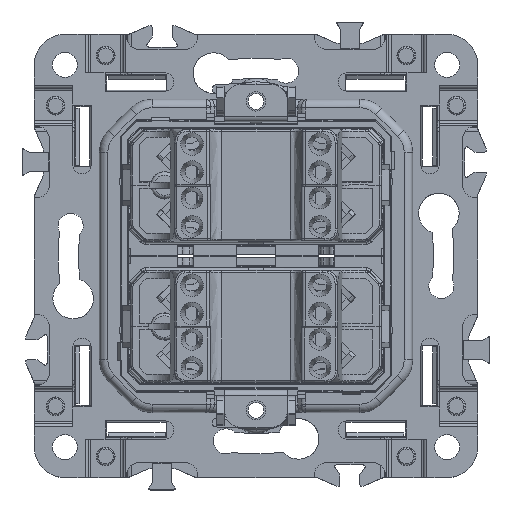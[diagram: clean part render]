
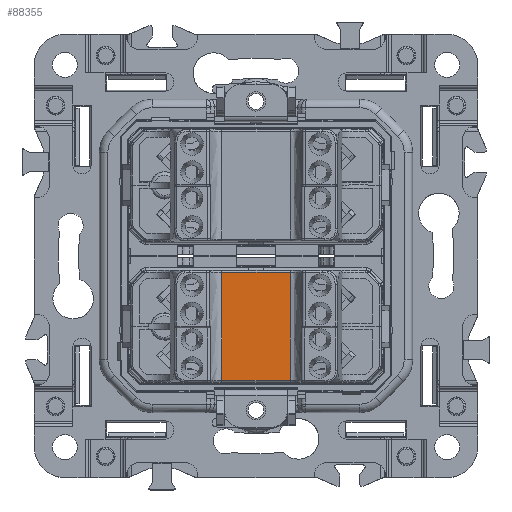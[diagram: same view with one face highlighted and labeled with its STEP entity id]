
A CAD part, top view. The second image highlights one B-rep face of the part: STEP entity #88355.
In plain terms, the highlighted planar face has unit normal (0, 0, 1).
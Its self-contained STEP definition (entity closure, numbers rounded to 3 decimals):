
#2084 = EDGE_CURVE ( 'NONE', #57692, #69734, #43867, .T. ) ;
#4133 = VECTOR ( 'NONE', #35107, 1000. ) ;
#4622 = LINE ( 'NONE', #84219, #18850 ) ;
#5485 = ORIENTED_EDGE ( 'NONE', *, *, #2084, .T. ) ;
#11259 = EDGE_CURVE ( 'NONE', #114015, #57692, #58461, .T. ) ;
#14542 = DIRECTION ( 'NONE',  ( 0., 1., 0. ) ) ;
#14957 = AXIS2_PLACEMENT_3D ( 'NONE', #63256, #70894, #106547 ) ;
#16586 = DIRECTION ( 'NONE',  ( 1., 0., 0. ) ) ;
#18850 = VECTOR ( 'NONE', #57317, 1000. ) ;
#22217 = CARTESIAN_POINT ( 'NONE',  ( 5., 108.099, 24.887 ) ) ;
#30565 = CARTESIAN_POINT ( 'NONE',  ( -6., 108.099, 24.887 ) ) ;
#30841 = CARTESIAN_POINT ( 'NONE',  ( 5., 90.881, 24.887 ) ) ;
#35107 = DIRECTION ( 'NONE',  ( -1., 0., 0. ) ) ;
#35170 = PLANE ( 'NONE',  #14957 ) ;
#35863 = CARTESIAN_POINT ( 'NONE',  ( -1., 90.881, 24.887 ) ) ;
#43867 = LINE ( 'NONE', #79583, #4133 ) ;
#44018 = VERTEX_POINT ( 'NONE', #85023 ) ;
#48985 = ORIENTED_EDGE ( 'NONE', *, *, #50388, .F. ) ;
#50388 = EDGE_CURVE ( 'NONE', #44018, #69734, #4622, .T. ) ;
#57317 = DIRECTION ( 'NONE',  ( 0., 1., 0. ) ) ;
#57692 = VERTEX_POINT ( 'NONE', #22217 ) ;
#58461 = LINE ( 'NONE', #67242, #105669 ) ;
#61827 = ORIENTED_EDGE ( 'NONE', *, *, #11259, .T. ) ;
#63256 = CARTESIAN_POINT ( 'NONE',  ( -1., 110.254, 24.887 ) ) ;
#67242 = CARTESIAN_POINT ( 'NONE',  ( 5., 103.99, 24.887 ) ) ;
#69734 = VERTEX_POINT ( 'NONE', #30565 ) ;
#70894 = DIRECTION ( 'NONE',  ( 0., 0., 1. ) ) ;
#75526 = EDGE_LOOP ( 'NONE', ( #81119, #61827, #5485, #48985 ) ) ;
#79583 = CARTESIAN_POINT ( 'NONE',  ( -1., 108.099, 24.887 ) ) ;
#81119 = ORIENTED_EDGE ( 'NONE', *, *, #87007, .T. ) ;
#84219 = CARTESIAN_POINT ( 'NONE',  ( -6., 94.99, 24.887 ) ) ;
#85023 = CARTESIAN_POINT ( 'NONE',  ( -6., 90.881, 24.887 ) ) ;
#87007 = EDGE_CURVE ( 'NONE', #44018, #114015, #90259, .T. ) ;
#88355 = ADVANCED_FACE ( 'NONE', ( #105386 ), #35170, .T. ) ;
#90259 = LINE ( 'NONE', #35863, #91401 ) ;
#91401 = VECTOR ( 'NONE', #16586, 1000. ) ;
#105386 = FACE_OUTER_BOUND ( 'NONE', #75526, .T. ) ;
#105669 = VECTOR ( 'NONE', #14542, 1000. ) ;
#106547 = DIRECTION ( 'NONE',  ( 1., 0., 0. ) ) ;
#114015 = VERTEX_POINT ( 'NONE', #30841 ) ;
